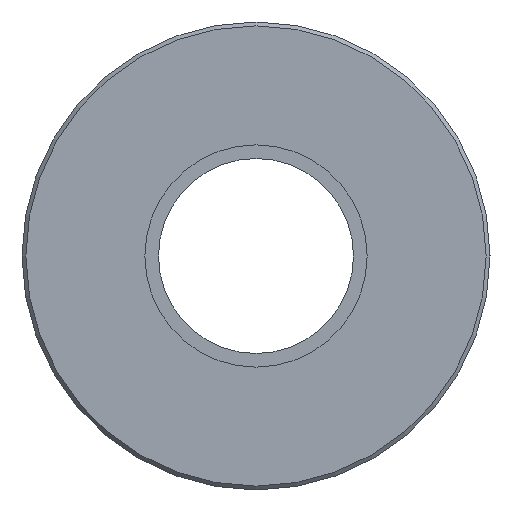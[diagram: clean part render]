
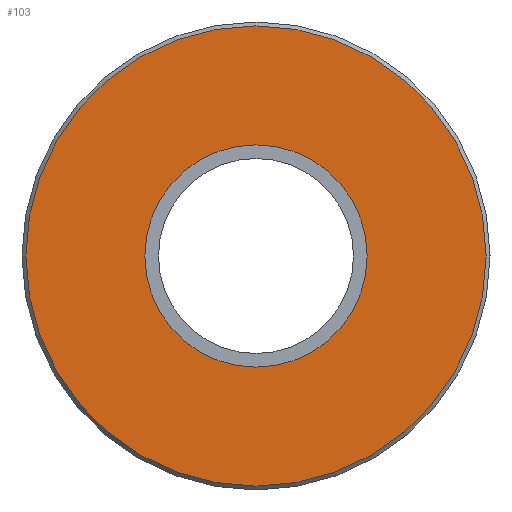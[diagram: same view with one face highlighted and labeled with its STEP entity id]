
A CAD part, left-side view. The second image highlights one B-rep face of the part: STEP entity #103.
In plain terms, the highlighted planar face has unit normal (-1, 0, 0).
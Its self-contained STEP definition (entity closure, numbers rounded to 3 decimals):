
#103 = ADVANCED_FACE( '', ( #212, #213 ), #214, .T. );
#212 = FACE_BOUND( '', #314, .T. );
#213 = FACE_OUTER_BOUND( '', #315, .T. );
#214 = PLANE( '', #316 );
#314 = EDGE_LOOP( '', ( #438 ) );
#315 = EDGE_LOOP( '', ( #439 ) );
#316 = AXIS2_PLACEMENT_3D( '', #440, #441, #442 );
#438 = ORIENTED_EDGE( '', *, *, #492, .T. );
#439 = ORIENTED_EDGE( '', *, *, #504, .F. );
#440 = CARTESIAN_POINT( '', ( 0., 5.9, 0. ) );
#441 = DIRECTION( '', ( -1., 0., 0. ) );
#442 = DIRECTION( '', ( 0., 0., 1. ) );
#492 = EDGE_CURVE( '', #550, #550, #551, .T. );
#504 = EDGE_CURVE( '', #568, #568, #569, .T. );
#550 = VERTEX_POINT( '', #616 );
#551 = CIRCLE( '', #617, 2.85 );
#568 = VERTEX_POINT( '', #634 );
#569 = CIRCLE( '', #635, 5.9 );
#616 = CARTESIAN_POINT( '', ( 0., 0., -2.85 ) );
#617 = AXIS2_PLACEMENT_3D( '', #686, #687, #688 );
#634 = CARTESIAN_POINT( '', ( 0., 0., -5.9 ) );
#635 = AXIS2_PLACEMENT_3D( '', #704, #705, #706 );
#686 = CARTESIAN_POINT( '', ( 0., 0., 0. ) );
#687 = DIRECTION( '', ( 1., 0., 0. ) );
#688 = DIRECTION( '', ( 0., 0., -1. ) );
#704 = CARTESIAN_POINT( '', ( 0., 0., 0. ) );
#705 = DIRECTION( '', ( 1., 0., 0. ) );
#706 = DIRECTION( '', ( 0., 0., -1. ) );
